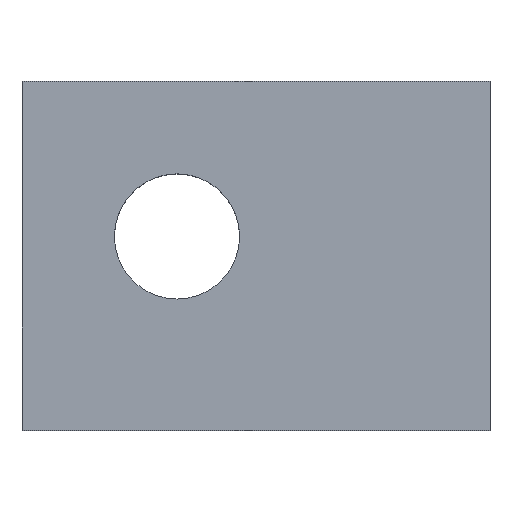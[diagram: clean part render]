
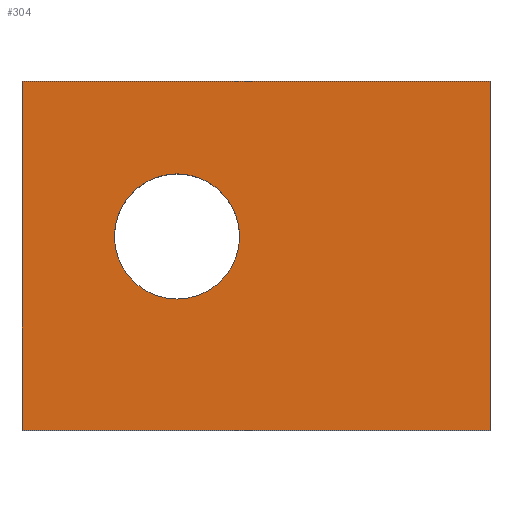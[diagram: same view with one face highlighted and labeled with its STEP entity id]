
A CAD part, top view. The second image highlights one B-rep face of the part: STEP entity #304.
In plain terms, the highlighted planar face has unit normal (0, 0, 1).
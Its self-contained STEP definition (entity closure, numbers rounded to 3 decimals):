
#23=FACE_BOUND('',#87,.T.);
#36=PLANE('',#355);
#57=FACE_OUTER_BOUND('',#86,.T.);
#86=EDGE_LOOP('',(#271,#272,#273,#274));
#87=EDGE_LOOP('',(#275));
#101=LINE('',#521,#121);
#103=LINE('',#525,#123);
#105=LINE('',#529,#125);
#107=LINE('',#532,#127);
#121=VECTOR('',#437,10.);
#123=VECTOR('',#441,10.);
#125=VECTOR('',#445,10.);
#127=VECTOR('',#449,10.);
#143=CIRCLE('',#350,5.25);
#163=VERTEX_POINT('',#514);
#164=VERTEX_POINT('',#518);
#165=VERTEX_POINT('',#520);
#166=VERTEX_POINT('',#524);
#167=VERTEX_POINT('',#528);
#194=EDGE_CURVE('',#163,#163,#143,.T.);
#197=EDGE_CURVE('',#165,#164,#101,.T.);
#199=EDGE_CURVE('',#166,#165,#103,.T.);
#201=EDGE_CURVE('',#167,#166,#105,.T.);
#203=EDGE_CURVE('',#164,#167,#107,.T.);
#271=ORIENTED_EDGE('',*,*,#203,.T.);
#272=ORIENTED_EDGE('',*,*,#201,.T.);
#273=ORIENTED_EDGE('',*,*,#199,.T.);
#274=ORIENTED_EDGE('',*,*,#197,.T.);
#275=ORIENTED_EDGE('',*,*,#194,.T.);
#304=ADVANCED_FACE('',(#57,#23),#36,.T.);
#350=AXIS2_PLACEMENT_3D('',#515,#431,#432);
#355=AXIS2_PLACEMENT_3D('',#533,#450,#451);
#431=DIRECTION('center_axis',(0.,0.,-1.));
#432=DIRECTION('ref_axis',(1.,0.,0.));
#437=DIRECTION('',(-1.,0.,0.));
#441=DIRECTION('',(0.,1.,0.));
#445=DIRECTION('',(1.,0.,0.));
#449=DIRECTION('',(0.,-1.,0.));
#450=DIRECTION('center_axis',(0.,0.,1.));
#451=DIRECTION('ref_axis',(1.,0.,0.));
#514=CARTESIAN_POINT('',(7.75,16.25,15.));
#515=CARTESIAN_POINT('Origin',(13.,16.25,15.));
#518=CARTESIAN_POINT('',(0.,29.25,15.));
#520=CARTESIAN_POINT('',(39.25,29.25,15.));
#521=CARTESIAN_POINT('',(39.25,29.25,15.));
#524=CARTESIAN_POINT('',(39.25,0.,15.));
#525=CARTESIAN_POINT('',(39.25,0.,15.));
#528=CARTESIAN_POINT('',(0.,0.,15.));
#529=CARTESIAN_POINT('',(0.,0.,15.));
#532=CARTESIAN_POINT('',(0.,29.25,15.));
#533=CARTESIAN_POINT('Origin',(19.625,14.625,15.));
